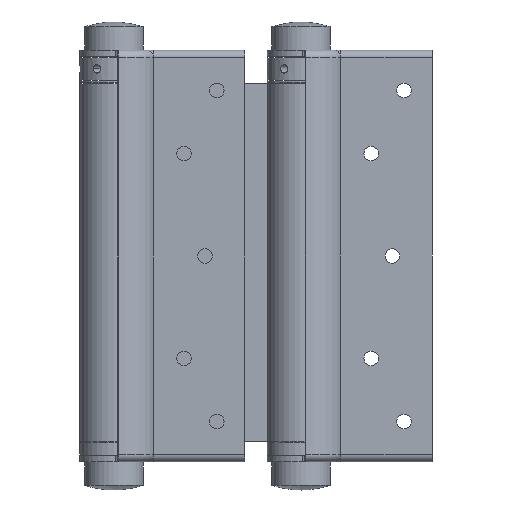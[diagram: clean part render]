
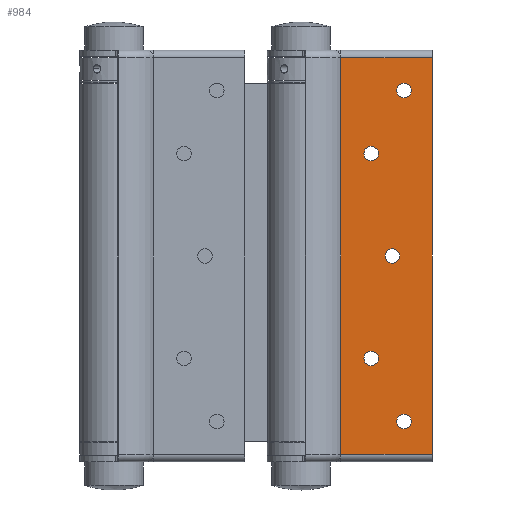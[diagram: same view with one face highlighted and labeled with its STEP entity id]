
A CAD part, front view. The second image highlights one B-rep face of the part: STEP entity #984.
In plain terms, the highlighted face is planar.
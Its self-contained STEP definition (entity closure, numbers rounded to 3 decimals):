
#168 = EDGE_CURVE ( 'NONE', #995, #955, #1613, .T. ) ;
#254 = EDGE_CURVE ( 'NONE', #255, #955, #1802, .T. ) ;
#255 = VERTEX_POINT ( 'NONE', #1808 ) ;
#289 = ORIENTED_EDGE ( 'NONE', *, *, #290, .T. ) ;
#290 = EDGE_CURVE ( 'NONE', #255, #1086, #1830, .T. ) ;
#624 = EDGE_CURVE ( 'NONE', #911, #903, #2770, .T. ) ;
#862 = VERTEX_POINT ( 'NONE', #3300 ) ;
#864 = EDGE_CURVE ( 'NONE', #865, #1067, #3302, .T. ) ;
#865 = VERTEX_POINT ( 'NONE', #3301 ) ;
#900 = EDGE_CURVE ( 'NONE', #862, #916, #3492, .T. ) ;
#903 = VERTEX_POINT ( 'NONE', #3505 ) ;
#911 = VERTEX_POINT ( 'NONE', #3559 ) ;
#916 = VERTEX_POINT ( 'NONE', #3557 ) ;
#949 = EDGE_LOOP ( 'NONE', ( #958, #953, #952, #289 ) ) ;
#950 = ORIENTED_EDGE ( 'NONE', *, *, #990, .F. ) ;
#951 = ORIENTED_EDGE ( 'NONE', *, *, #972, .F. ) ;
#952 = ORIENTED_EDGE ( 'NONE', *, *, #254, .F. ) ;
#953 = ORIENTED_EDGE ( 'NONE', *, *, #168, .T. ) ;
#954 = ORIENTED_EDGE ( 'NONE', *, *, #1106, .F. ) ;
#955 = VERTEX_POINT ( 'NONE', #3609 ) ;
#958 = ORIENTED_EDGE ( 'NONE', *, *, #1099, .T. ) ;
#972 = EDGE_CURVE ( 'NONE', #1161, #1053, #3723, .T. ) ;
#984 = ADVANCED_FACE ( 'NONE', ( #3656, #3702, #3596, #3662, #3655, #3654 ), #3591, .T. ) ;
#985 = EDGE_CURVE ( 'NONE', #903, #911, #3653, .T. ) ;
#986 = ORIENTED_EDGE ( 'NONE', *, *, #900, .F. ) ;
#987 = EDGE_LOOP ( 'NONE', ( #992, #1108 ) ) ;
#988 = ORIENTED_EDGE ( 'NONE', *, *, #1062, .F. ) ;
#989 = ORIENTED_EDGE ( 'NONE', *, *, #864, .F. ) ;
#990 = EDGE_CURVE ( 'NONE', #1065, #1166, #3640, .T. ) ;
#991 = EDGE_LOOP ( 'NONE', ( #988, #950 ) ) ;
#992 = ORIENTED_EDGE ( 'NONE', *, *, #624, .F. ) ;
#995 = VERTEX_POINT ( 'NONE', #3649 ) ;
#1053 = VERTEX_POINT ( 'NONE', #3793 ) ;
#1062 = EDGE_CURVE ( 'NONE', #1166, #1065, #3782, .T. ) ;
#1065 = VERTEX_POINT ( 'NONE', #3759 ) ;
#1067 = VERTEX_POINT ( 'NONE', #3927 ) ;
#1086 = VERTEX_POINT ( 'NONE', #3744 ) ;
#1095 = ORIENTED_EDGE ( 'NONE', *, *, #1115, .F. ) ;
#1096 = EDGE_LOOP ( 'NONE', ( #986, #1100 ) ) ;
#1099 = EDGE_CURVE ( 'NONE', #1086, #995, #3729, .T. ) ;
#1100 = ORIENTED_EDGE ( 'NONE', *, *, #1113, .F. ) ;
#1106 = EDGE_CURVE ( 'NONE', #1053, #1161, #3851, .T. ) ;
#1107 = EDGE_LOOP ( 'NONE', ( #951, #954 ) ) ;
#1108 = ORIENTED_EDGE ( 'NONE', *, *, #985, .F. ) ;
#1113 = EDGE_CURVE ( 'NONE', #916, #862, #3824, .T. ) ;
#1114 = EDGE_LOOP ( 'NONE', ( #989, #1095 ) ) ;
#1115 = EDGE_CURVE ( 'NONE', #1067, #865, #3818, .T. ) ;
#1161 = VERTEX_POINT ( 'NONE', #4009 ) ;
#1166 = VERTEX_POINT ( 'NONE', #3997 ) ;
#1613 = LINE ( 'NONE', #1619, #1618 ) ;
#1617 = DIRECTION ( 'NONE',  ( 1., 0., 0. ) ) ;
#1618 = VECTOR ( 'NONE', #1617, 1000. ) ;
#1619 = CARTESIAN_POINT ( 'NONE',  ( -56., 7.5, -3.2 ) ) ;
#1755 = DIRECTION ( 'NONE',  ( -1., 0., 0. ) ) ;
#1756 = VECTOR ( 'NONE', #1755, 1000. ) ;
#1758 = CARTESIAN_POINT ( 'NONE',  ( -56., 7.5, -172.8 ) ) ;
#1798 = DIRECTION ( 'NONE',  ( 0., 0., 1. ) ) ;
#1799 = VECTOR ( 'NONE', #1798, 1000. ) ;
#1800 = CARTESIAN_POINT ( 'NONE',  ( -17.041, 7.5, -176. ) ) ;
#1802 = LINE ( 'NONE', #1800, #1799 ) ;
#1808 = CARTESIAN_POINT ( 'NONE',  ( -17.041, 7.5, -172.8 ) ) ;
#1830 = LINE ( 'NONE', #1758, #1756 ) ;
#2741 = DIRECTION ( 'NONE',  ( 0., 0., 1. ) ) ;
#2742 = DIRECTION ( 'NONE',  ( 0., 1., 0. ) ) ;
#2743 = CARTESIAN_POINT ( 'NONE',  ( -44., 7.5, -158.75 ) ) ;
#2744 = AXIS2_PLACEMENT_3D ( 'NONE', #2743, #2742, #2741 ) ;
#2770 = CIRCLE ( 'NONE', #2744, 3.1 ) ;
#3290 = CARTESIAN_POINT ( 'NONE',  ( -30., 7.5, -131.75 ) ) ;
#3291 = AXIS2_PLACEMENT_3D ( 'NONE', #3290, #3347, #3346 ) ;
#3300 = CARTESIAN_POINT ( 'NONE',  ( -44., 7.5, -20.35 ) ) ;
#3301 = CARTESIAN_POINT ( 'NONE',  ( -30., 7.5, -134.85 ) ) ;
#3302 = CIRCLE ( 'NONE', #3291, 3.1 ) ;
#3346 = DIRECTION ( 'NONE',  ( 0., 0., 1. ) ) ;
#3347 = DIRECTION ( 'NONE',  ( 0., 1., 0. ) ) ;
#3492 = CIRCLE ( 'NONE', #3547, 3.1 ) ;
#3501 = CARTESIAN_POINT ( 'NONE',  ( -44., 7.5, -17.25 ) ) ;
#3504 = DIRECTION ( 'NONE',  ( 0., 1., 0. ) ) ;
#3505 = CARTESIAN_POINT ( 'NONE',  ( -44., 7.5, -155.65 ) ) ;
#3546 = DIRECTION ( 'NONE',  ( 0., 0., 1. ) ) ;
#3547 = AXIS2_PLACEMENT_3D ( 'NONE', #3501, #3504, #3546 ) ;
#3557 = CARTESIAN_POINT ( 'NONE',  ( -44., 7.5, -14.15 ) ) ;
#3559 = CARTESIAN_POINT ( 'NONE',  ( -44., 7.5, -161.85 ) ) ;
#3590 = AXIS2_PLACEMENT_3D ( 'NONE', #3713, #3697, #3665 ) ;
#3591 = PLANE ( 'NONE',  #3592 ) ;
#3592 = AXIS2_PLACEMENT_3D ( 'NONE', #3647, #3646, #3645 ) ;
#3596 = FACE_BOUND ( 'NONE', #987, .T. ) ;
#3609 = CARTESIAN_POINT ( 'NONE',  ( -17.041, 7.5, -3.2 ) ) ;
#3636 = DIRECTION ( 'NONE',  ( 0., 0., 1. ) ) ;
#3637 = DIRECTION ( 'NONE',  ( 0., 1., 0. ) ) ;
#3638 = AXIS2_PLACEMENT_3D ( 'NONE', #3652, #3637, #3636 ) ;
#3640 = CIRCLE ( 'NONE', #3638, 3.1 ) ;
#3642 = DIRECTION ( 'NONE',  ( 0., 0., 1. ) ) ;
#3643 = DIRECTION ( 'NONE',  ( 0., 1., 0. ) ) ;
#3645 = DIRECTION ( 'NONE',  ( 0., 0., 1. ) ) ;
#3646 = DIRECTION ( 'NONE',  ( 0., 1., 0. ) ) ;
#3647 = CARTESIAN_POINT ( 'NONE',  ( -56., 7.5, -176. ) ) ;
#3648 = AXIS2_PLACEMENT_3D ( 'NONE', #3650, #3643, #3642 ) ;
#3649 = CARTESIAN_POINT ( 'NONE',  ( -56., 7.5, -3.2 ) ) ;
#3650 = CARTESIAN_POINT ( 'NONE',  ( -44., 7.5, -158.75 ) ) ;
#3652 = CARTESIAN_POINT ( 'NONE',  ( -30., 7.5, -44.25 ) ) ;
#3653 = CIRCLE ( 'NONE', #3648, 3.1 ) ;
#3654 = FACE_OUTER_BOUND ( 'NONE', #949, .T. ) ;
#3655 = FACE_BOUND ( 'NONE', #1107, .T. ) ;
#3656 = FACE_BOUND ( 'NONE', #1096, .T. ) ;
#3662 = FACE_BOUND ( 'NONE', #991, .T. ) ;
#3665 = DIRECTION ( 'NONE',  ( 0., 0., 1. ) ) ;
#3697 = DIRECTION ( 'NONE',  ( 0., 1., 0. ) ) ;
#3702 = FACE_BOUND ( 'NONE', #1114, .T. ) ;
#3713 = CARTESIAN_POINT ( 'NONE',  ( -39., 7.5, -88. ) ) ;
#3723 = CIRCLE ( 'NONE', #3590, 3.1 ) ;
#3729 = LINE ( 'NONE', #3857, #3856 ) ;
#3744 = CARTESIAN_POINT ( 'NONE',  ( -56., 7.5, -172.8 ) ) ;
#3759 = CARTESIAN_POINT ( 'NONE',  ( -30., 7.5, -41.15 ) ) ;
#3782 = CIRCLE ( 'NONE', #3874, 3.1 ) ;
#3793 = CARTESIAN_POINT ( 'NONE',  ( -39., 7.5, -84.9 ) ) ;
#3817 = CARTESIAN_POINT ( 'NONE',  ( -30., 7.5, -131.75 ) ) ;
#3818 = CIRCLE ( 'NONE', #3895, 3.1 ) ;
#3819 = DIRECTION ( 'NONE',  ( 0., 0., 1. ) ) ;
#3820 = DIRECTION ( 'NONE',  ( 0., 1., 0. ) ) ;
#3821 = CARTESIAN_POINT ( 'NONE',  ( -44., 7.5, -17.25 ) ) ;
#3823 = DIRECTION ( 'NONE',  ( 0., 1., 0. ) ) ;
#3824 = CIRCLE ( 'NONE', #3828, 3.1 ) ;
#3826 = DIRECTION ( 'NONE',  ( 0., 0., 1. ) ) ;
#3827 = AXIS2_PLACEMENT_3D ( 'NONE', #3853, #3834, #3826 ) ;
#3828 = AXIS2_PLACEMENT_3D ( 'NONE', #3821, #3820, #3819 ) ;
#3834 = DIRECTION ( 'NONE',  ( 0., 1., 0. ) ) ;
#3851 = CIRCLE ( 'NONE', #3827, 3.1 ) ;
#3853 = CARTESIAN_POINT ( 'NONE',  ( -39., 7.5, -88. ) ) ;
#3855 = DIRECTION ( 'NONE',  ( 0., 0., 1. ) ) ;
#3856 = VECTOR ( 'NONE', #3855, 1000. ) ;
#3857 = CARTESIAN_POINT ( 'NONE',  ( -56., 7.5, -176. ) ) ;
#3874 = AXIS2_PLACEMENT_3D ( 'NONE', #3926, #3925, #3924 ) ;
#3894 = DIRECTION ( 'NONE',  ( 0., 0., 1. ) ) ;
#3895 = AXIS2_PLACEMENT_3D ( 'NONE', #3817, #3823, #3894 ) ;
#3924 = DIRECTION ( 'NONE',  ( 0., 0., 1. ) ) ;
#3925 = DIRECTION ( 'NONE',  ( 0., 1., 0. ) ) ;
#3926 = CARTESIAN_POINT ( 'NONE',  ( -30., 7.5, -44.25 ) ) ;
#3927 = CARTESIAN_POINT ( 'NONE',  ( -30., 7.5, -128.65 ) ) ;
#3997 = CARTESIAN_POINT ( 'NONE',  ( -30., 7.5, -47.35 ) ) ;
#4009 = CARTESIAN_POINT ( 'NONE',  ( -39., 7.5, -91.1 ) ) ;
